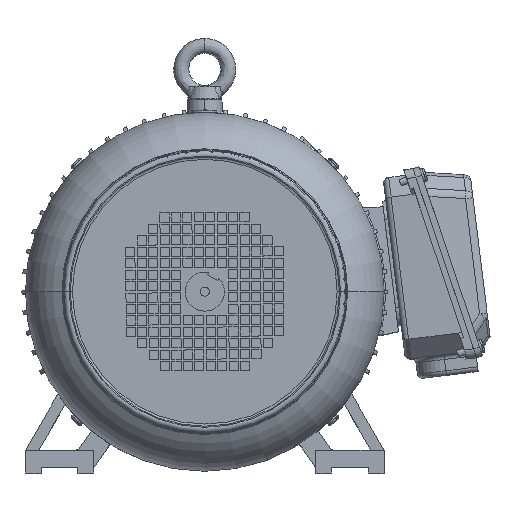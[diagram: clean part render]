
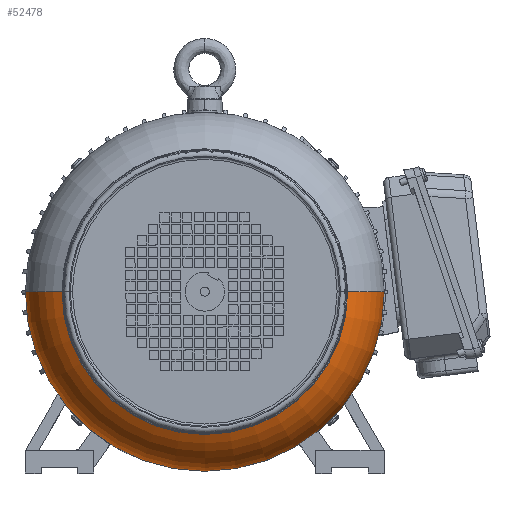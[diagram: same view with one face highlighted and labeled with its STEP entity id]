
A CAD part, top view. The second image highlights one B-rep face of the part: STEP entity #52478.
In plain terms, the highlighted toroidal (fillet/blend) face has major radius 97.5 mm and minor radius 59.5 mm.
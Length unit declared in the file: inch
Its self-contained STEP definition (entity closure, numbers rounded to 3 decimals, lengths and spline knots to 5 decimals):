
#1259 = EDGE_CURVE ( 'NONE', #54198, #39064, #5773, .T. ) ;
#1460 = CARTESIAN_POINT ( 'NONE',  ( -6.75999, 0.12358, 7.80656 ) ) ;
#2267 = DIRECTION ( 'NONE',  ( 0., 0., -1. ) ) ;
#2733 = AXIS2_PLACEMENT_3D ( 'NONE', #70736, #77405, #47212 ) ;
#4757 = CARTESIAN_POINT ( 'NONE',  ( -0.57888, 0.12358, 9.88287 ) ) ;
#5773 = CIRCLE ( 'NONE', #55045, 2.34252 ) ;
#7400 = AXIS2_PLACEMENT_3D ( 'NONE', #50114, #2267, #7900 ) ;
#7900 = DIRECTION ( 'NONE',  ( -1., 0., 0. ) ) ;
#9658 = DIRECTION ( 'NONE',  ( 0., 0., -1. ) ) ;
#10905 = EDGE_CURVE ( 'NONE', #11903, #60497, #53273, .T. ) ;
#11903 = VERTEX_POINT ( 'NONE', #56683 ) ;
#13423 = ORIENTED_EDGE ( 'NONE', *, *, #62662, .T. ) ;
#18573 = CIRCLE ( 'NONE', #48886, 4.92318 ) ;
#20020 = DIRECTION ( 'NONE',  ( 0., 0., -1. ) ) ;
#20541 = DIRECTION ( 'NONE',  ( 0., 1., 0. ) ) ;
#21871 = DIRECTION ( 'NONE',  ( 0., 1., 0. ) ) ;
#25874 = FACE_OUTER_BOUND ( 'NONE', #34348, .T. ) ;
#26919 = CARTESIAN_POINT ( 'NONE',  ( 5.60222, 0.12358, 7.80656 ) ) ;
#26944 = CARTESIAN_POINT ( 'NONE',  ( -0.57888, 0.12358, 7.80656 ) ) ;
#28219 = DIRECTION ( 'NONE',  ( -1., 0., 0. ) ) ;
#28772 = CARTESIAN_POINT ( 'NONE',  ( 4.34429, 0.12358, 9.88287 ) ) ;
#32663 = ORIENTED_EDGE ( 'NONE', *, *, #1259, .F. ) ;
#34348 = EDGE_LOOP ( 'NONE', ( #32663, #13423, #54626, #62952, #73970 ) ) ;
#39064 = VERTEX_POINT ( 'NONE', #26919 ) ;
#47212 = DIRECTION ( 'NONE',  ( 0., 0., -1. ) ) ;
#48174 = DIRECTION ( 'NONE',  ( -1., 0., 0. ) ) ;
#48886 = AXIS2_PLACEMENT_3D ( 'NONE', #4757, #65373, #28219 ) ;
#50114 = CARTESIAN_POINT ( 'NONE',  ( -0.57888, 0.12358, 7.80656 ) ) ;
#51035 = EDGE_CURVE ( 'NONE', #39064, #64599, #55577, .T. ) ;
#52478 = ADVANCED_FACE ( 'NONE', ( #25874 ), #62247, .T. ) ;
#53273 = CIRCLE ( 'NONE', #2733, 2.34252 ) ;
#53785 = CIRCLE ( 'NONE', #56600, 6.1811 ) ;
#54198 = VERTEX_POINT ( 'NONE', #28772 ) ;
#54626 = ORIENTED_EDGE ( 'NONE', *, *, #10905, .T. ) ;
#55045 = AXIS2_PLACEMENT_3D ( 'NONE', #78648, #66080, #48174 ) ;
#55577 = CIRCLE ( 'NONE', #75410, 6.1811 ) ;
#56600 = AXIS2_PLACEMENT_3D ( 'NONE', #26944, #20020, #20541 ) ;
#56683 = CARTESIAN_POINT ( 'NONE',  ( -5.50206, 0.12358, 9.88287 ) ) ;
#60497 = VERTEX_POINT ( 'NONE', #1460 ) ;
#62247 = TOROIDAL_SURFACE ( 'NONE', #7400, 3.83858, 2.34252 ) ;
#62662 = EDGE_CURVE ( 'NONE', #54198, #11903, #18573, .T. ) ;
#62952 = ORIENTED_EDGE ( 'NONE', *, *, #63768, .F. ) ;
#63768 = EDGE_CURVE ( 'NONE', #64599, #60497, #53785, .T. ) ;
#64599 = VERTEX_POINT ( 'NONE', #73082 ) ;
#65373 = DIRECTION ( 'NONE',  ( 0., 0., -1. ) ) ;
#66080 = DIRECTION ( 'NONE',  ( 0., 1., 0. ) ) ;
#70736 = CARTESIAN_POINT ( 'NONE',  ( -4.41747, 0.12358, 7.80656 ) ) ;
#73082 = CARTESIAN_POINT ( 'NONE',  ( -0.57888, -6.05752, 7.80656 ) ) ;
#73970 = ORIENTED_EDGE ( 'NONE', *, *, #51035, .F. ) ;
#75410 = AXIS2_PLACEMENT_3D ( 'NONE', #76974, #9658, #21871 ) ;
#76974 = CARTESIAN_POINT ( 'NONE',  ( -0.57888, 0.12358, 7.80656 ) ) ;
#77405 = DIRECTION ( 'NONE',  ( 0., -1., 0. ) ) ;
#78648 = CARTESIAN_POINT ( 'NONE',  ( 3.2597, 0.12358, 7.80656 ) ) ;
